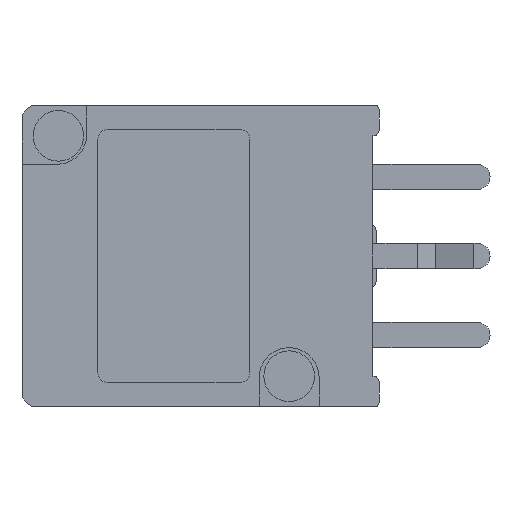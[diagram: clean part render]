
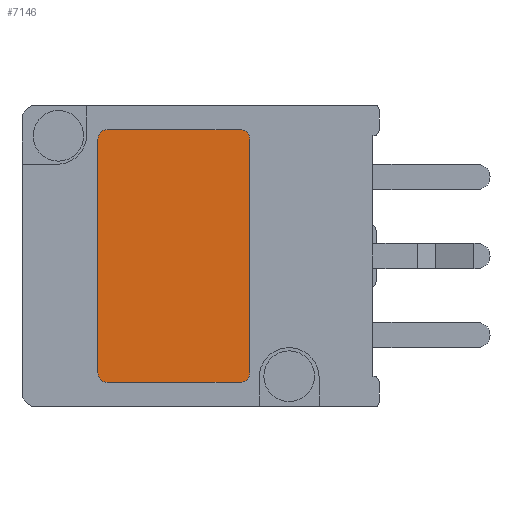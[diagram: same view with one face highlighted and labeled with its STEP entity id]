
A CAD part, left-side view. The second image highlights one B-rep face of the part: STEP entity #7146.
In plain terms, the highlighted planar face has unit normal (-1, 0, 0).
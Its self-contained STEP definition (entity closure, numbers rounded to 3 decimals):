
#16 = DIRECTION ( 'NONE',  ( -1., 0., 0. ) ) ;
#109 = ORIENTED_EDGE ( 'NONE', *, *, #1376, .T. ) ;
#141 = DIRECTION ( 'NONE',  ( -1., 0., 0. ) ) ;
#464 = VERTEX_POINT ( 'NONE', #5123 ) ;
#531 = LINE ( 'NONE', #1950, #5967 ) ;
#667 = VERTEX_POINT ( 'NONE', #3069 ) ;
#736 = ORIENTED_EDGE ( 'NONE', *, *, #932, .T. ) ;
#761 = VERTEX_POINT ( 'NONE', #7471 ) ;
#765 = VERTEX_POINT ( 'NONE', #1914 ) ;
#822 = CARTESIAN_POINT ( 'NONE',  ( -0.1, -2.1, 4. ) ) ;
#932 = EDGE_CURVE ( 'NONE', #8590, #667, #8653, .T. ) ;
#1376 = EDGE_CURVE ( 'NONE', #765, #761, #2969, .T. ) ;
#1523 = DIRECTION ( 'NONE',  ( 0., -1., 0. ) ) ;
#1531 = AXIS2_PLACEMENT_3D ( 'NONE', #7939, #141, #2942 ) ;
#1659 = LINE ( 'NONE', #822, #7156 ) ;
#1914 = CARTESIAN_POINT ( 'NONE',  ( -0.1, 2.4, 3.7 ) ) ;
#1950 = CARTESIAN_POINT ( 'NONE',  ( -0.1, 2.1, -4. ) ) ;
#1963 = ORIENTED_EDGE ( 'NONE', *, *, #3713, .T. ) ;
#2240 = EDGE_CURVE ( 'NONE', #5089, #765, #8082, .T. ) ;
#2817 = ORIENTED_EDGE ( 'NONE', *, *, #6490, .T. ) ;
#2885 = DIRECTION ( 'NONE',  ( 0., 1., 0. ) ) ;
#2942 = DIRECTION ( 'NONE',  ( 0., 1., 0. ) ) ;
#2969 = LINE ( 'NONE', #4324, #4420 ) ;
#3069 = CARTESIAN_POINT ( 'NONE',  ( -0.1, -2.4, -3.7 ) ) ;
#3561 = CARTESIAN_POINT ( 'NONE',  ( -0.1, -2.4, 3.7 ) ) ;
#3638 = CARTESIAN_POINT ( 'NONE',  ( -0.1, 0., 0. ) ) ;
#3678 = DIRECTION ( 'NONE',  ( 0., 0., -1. ) ) ;
#3683 = CARTESIAN_POINT ( 'NONE',  ( -0.1, -2.1, 4. ) ) ;
#3686 = DIRECTION ( 'NONE',  ( 0., 0., 1. ) ) ;
#3713 = EDGE_CURVE ( 'NONE', #667, #8325, #8037, .T. ) ;
#3776 = PLANE ( 'NONE',  #7012 ) ;
#3831 = ORIENTED_EDGE ( 'NONE', *, *, #4769, .T. ) ;
#3888 = CIRCLE ( 'NONE', #1531, 0.3 ) ;
#4110 = AXIS2_PLACEMENT_3D ( 'NONE', #7955, #16, #4961 ) ;
#4241 = VERTEX_POINT ( 'NONE', #3683 ) ;
#4324 = CARTESIAN_POINT ( 'NONE',  ( -0.1, 2.4, 3.7 ) ) ;
#4332 = DIRECTION ( 'NONE',  ( -1., 0., 0. ) ) ;
#4406 = DIRECTION ( 'NONE',  ( 0., 0., 1. ) ) ;
#4420 = VECTOR ( 'NONE', #3678, 1000. ) ;
#4506 = CARTESIAN_POINT ( 'NONE',  ( -0.1, 2.1, 4. ) ) ;
#4698 = EDGE_CURVE ( 'NONE', #464, #8590, #531, .T. ) ;
#4756 = ORIENTED_EDGE ( 'NONE', *, *, #4698, .T. ) ;
#4765 = DIRECTION ( 'NONE',  ( 0., -1., 0. ) ) ;
#4769 = EDGE_CURVE ( 'NONE', #761, #464, #3888, .T. ) ;
#4873 = EDGE_LOOP ( 'NONE', ( #4756, #736, #1963, #2817, #6720, #6165, #109, #3831 ) ) ;
#4904 = CARTESIAN_POINT ( 'NONE',  ( -0.1, -2.1, -3.7 ) ) ;
#4961 = DIRECTION ( 'NONE',  ( 0., 0., 1. ) ) ;
#5080 = CARTESIAN_POINT ( 'NONE',  ( -0.1, -2.1, 3.7 ) ) ;
#5089 = VERTEX_POINT ( 'NONE', #4506 ) ;
#5123 = CARTESIAN_POINT ( 'NONE',  ( -0.1, 2.1, -4. ) ) ;
#5667 = FACE_OUTER_BOUND ( 'NONE', #4873, .T. ) ;
#5702 = AXIS2_PLACEMENT_3D ( 'NONE', #4904, #6411, #6948 ) ;
#5872 = DIRECTION ( 'NONE',  ( -1., 0., 0. ) ) ;
#5967 = VECTOR ( 'NONE', #4765, 1000. ) ;
#6165 = ORIENTED_EDGE ( 'NONE', *, *, #2240, .T. ) ;
#6411 = DIRECTION ( 'NONE',  ( -1., 0., 0. ) ) ;
#6490 = EDGE_CURVE ( 'NONE', #8325, #4241, #7446, .T. ) ;
#6574 = EDGE_CURVE ( 'NONE', #4241, #5089, #1659, .T. ) ;
#6720 = ORIENTED_EDGE ( 'NONE', *, *, #6574, .T. ) ;
#6948 = DIRECTION ( 'NONE',  ( 0., 0., -1. ) ) ;
#7012 = AXIS2_PLACEMENT_3D ( 'NONE', #3638, #4332, #3686 ) ;
#7146 = ADVANCED_FACE ( 'NONE', ( #5667 ), #3776, .T. ) ;
#7156 = VECTOR ( 'NONE', #2885, 1000. ) ;
#7446 = CIRCLE ( 'NONE', #7909, 0.3 ) ;
#7471 = CARTESIAN_POINT ( 'NONE',  ( -0.1, 2.4, -3.7 ) ) ;
#7571 = VECTOR ( 'NONE', #4406, 1000. ) ;
#7909 = AXIS2_PLACEMENT_3D ( 'NONE', #5080, #5872, #1523 ) ;
#7939 = CARTESIAN_POINT ( 'NONE',  ( -0.1, 2.1, -3.7 ) ) ;
#7955 = CARTESIAN_POINT ( 'NONE',  ( -0.1, 2.1, 3.7 ) ) ;
#8037 = LINE ( 'NONE', #8649, #7571 ) ;
#8082 = CIRCLE ( 'NONE', #4110, 0.3 ) ;
#8325 = VERTEX_POINT ( 'NONE', #3561 ) ;
#8400 = CARTESIAN_POINT ( 'NONE',  ( -0.1, -2.1, -4. ) ) ;
#8590 = VERTEX_POINT ( 'NONE', #8400 ) ;
#8649 = CARTESIAN_POINT ( 'NONE',  ( -0.1, -2.4, -3.7 ) ) ;
#8653 = CIRCLE ( 'NONE', #5702, 0.3 ) ;
